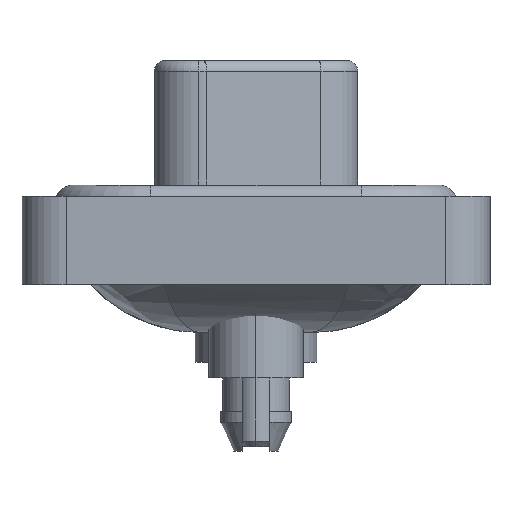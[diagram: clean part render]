
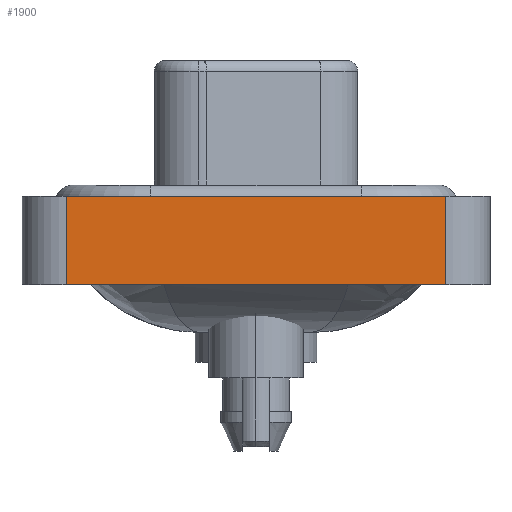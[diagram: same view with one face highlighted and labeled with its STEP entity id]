
A CAD part, left-side view. The second image highlights one B-rep face of the part: STEP entity #1900.
In plain terms, the highlighted planar face has unit normal (-1, 0, 0).
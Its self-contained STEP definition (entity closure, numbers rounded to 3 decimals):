
#227 = ORIENTED_EDGE ( 'NONE', *, *, #3031, .F. ) ;
#846 = ORIENTED_EDGE ( 'NONE', *, *, #8590, .T. ) ;
#1184 = EDGE_LOOP ( 'NONE', ( #16609, #227, #7024, #846 ) ) ;
#1485 = VECTOR ( 'NONE', #14588, 1000. ) ;
#1900 = ADVANCED_FACE ( 'NONE', ( #5523 ), #8201, .T. ) ;
#2406 = CARTESIAN_POINT ( 'NONE',  ( -7.35, -8.55, -3.6 ) ) ;
#2619 = CARTESIAN_POINT ( 'NONE',  ( -7.35, 8.55, -3.6 ) ) ;
#2673 = CARTESIAN_POINT ( 'NONE',  ( -7.35, -8.55, -3.6 ) ) ;
#2815 = VECTOR ( 'NONE', #6279, 1000. ) ;
#3031 = EDGE_CURVE ( 'NONE', #17346, #9152, #13263, .T. ) ;
#3505 = EDGE_CURVE ( 'NONE', #7726, #17346, #15276, .T. ) ;
#3609 = VECTOR ( 'NONE', #9197, 1000. ) ;
#3906 = VERTEX_POINT ( 'NONE', #2406 ) ;
#5523 = FACE_OUTER_BOUND ( 'NONE', #1184, .T. ) ;
#6027 = CARTESIAN_POINT ( 'NONE',  ( -7.35, -8.55, 0.4 ) ) ;
#6279 = DIRECTION ( 'NONE',  ( 0., 0., 1. ) ) ;
#7024 = ORIENTED_EDGE ( 'NONE', *, *, #3505, .F. ) ;
#7726 = VERTEX_POINT ( 'NONE', #2619 ) ;
#8201 = PLANE ( 'NONE',  #17720 ) ;
#8479 = DIRECTION ( 'NONE',  ( -1., 0., 0. ) ) ;
#8590 = EDGE_CURVE ( 'NONE', #7726, #3906, #12518, .T. ) ;
#9152 = VERTEX_POINT ( 'NONE', #17501 ) ;
#9197 = DIRECTION ( 'NONE',  ( 0., -1., 0. ) ) ;
#12518 = LINE ( 'NONE', #14999, #3609 ) ;
#13263 = LINE ( 'NONE', #6027, #1485 ) ;
#13358 = VECTOR ( 'NONE', #18239, 1000. ) ;
#13707 = CARTESIAN_POINT ( 'NONE',  ( -7.35, 8.55, 0.4 ) ) ;
#13768 = CARTESIAN_POINT ( 'NONE',  ( -7.35, 8.55, -3.6 ) ) ;
#14588 = DIRECTION ( 'NONE',  ( 0., -1., 0. ) ) ;
#14999 = CARTESIAN_POINT ( 'NONE',  ( -7.35, -8.55, -3.6 ) ) ;
#15276 = LINE ( 'NONE', #13768, #13358 ) ;
#16262 = LINE ( 'NONE', #16340, #2815 ) ;
#16340 = CARTESIAN_POINT ( 'NONE',  ( -7.35, -8.55, -3.6 ) ) ;
#16536 = EDGE_CURVE ( 'NONE', #3906, #9152, #16262, .T. ) ;
#16609 = ORIENTED_EDGE ( 'NONE', *, *, #16536, .T. ) ;
#17346 = VERTEX_POINT ( 'NONE', #13707 ) ;
#17501 = CARTESIAN_POINT ( 'NONE',  ( -7.35, -8.55, 0.4 ) ) ;
#17720 = AXIS2_PLACEMENT_3D ( 'NONE', #2673, #8479, #18558 ) ;
#18239 = DIRECTION ( 'NONE',  ( 0., 0., 1. ) ) ;
#18558 = DIRECTION ( 'NONE',  ( 0., 0., 1. ) ) ;
